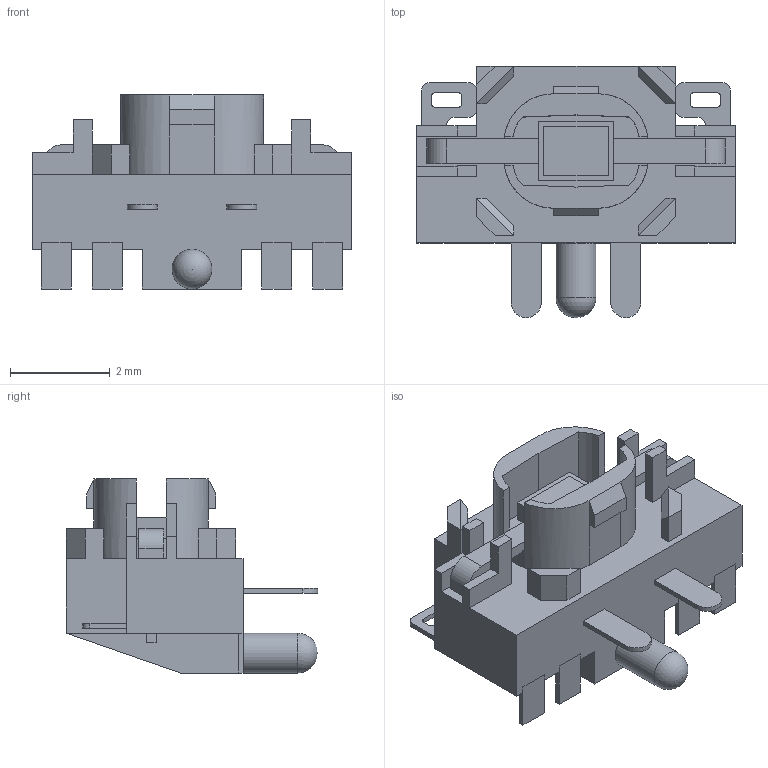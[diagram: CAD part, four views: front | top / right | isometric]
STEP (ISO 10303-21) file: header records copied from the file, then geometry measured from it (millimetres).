
FILE_DESCRIPTION(/* description */ (''),/* implementation_level */ '2;1');
FILE_NAME(/* name */ 'TL3275AFxxxxx.stp',/* time_stamp */ '2022-07-12T11:51:22-05:00',/* author */ ('mroman'),/* organization */ (''),/* preprocessor_version */ 'ST-DEVELOPER v18.1',/* originating_system */ 'Autodesk Inventor 2020',/* authorisation */ '');
FILE_SCHEMA (('AUTOMOTIVE_DESIGN { 1 0 10303 214 3 1 1 }'));
Length unit declared in the file: millimetre
Products named in the file (1): TL3275AFxxxxx
Bounding box: 6.4 x 5.05 x 3.9 mm (x, y, z)
Volume: 42.6 mm3; surface area: 135.8 mm2
Topology: 1 solids, 2 shells, 209 faces, 594 edges, 394 vertices
Faces by surface type: plane 177, cylinder 31, sphere 1
Full cylindrical faces by diameter (mm): 0.8 x1
Entity records: 6774 total; most frequent: CARTESIAN_POINT 1197, ORIENTED_EDGE 1186, DIRECTION 1089, EDGE_CURVE 593, LINE 517, VECTOR 517, VERTEX_POINT 394, AXIS2_PLACEMENT_3D 286
